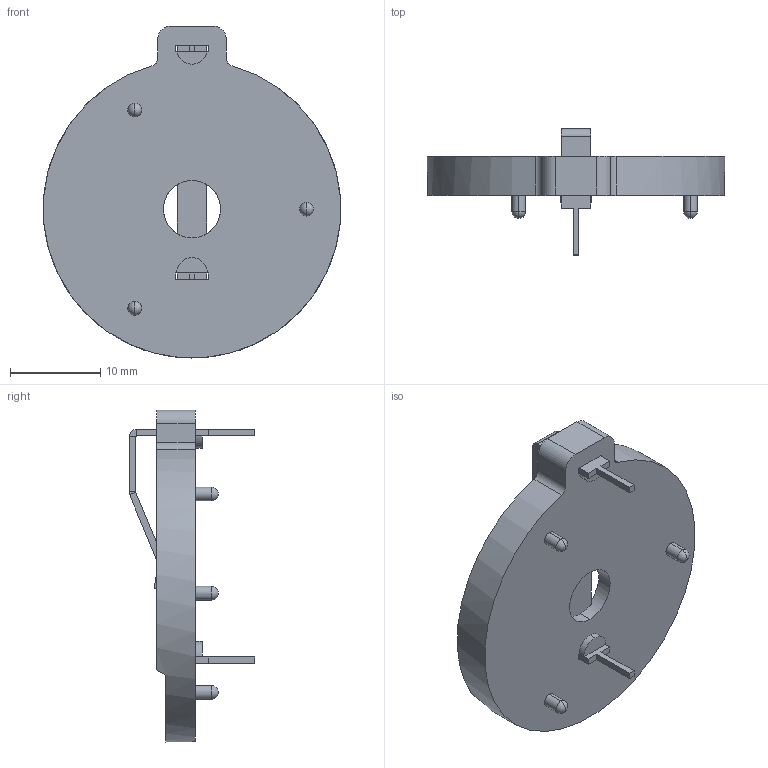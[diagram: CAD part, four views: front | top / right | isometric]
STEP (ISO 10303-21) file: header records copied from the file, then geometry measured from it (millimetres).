
FILE_DESCRIPTION (( 'STEP AP214' ), '1' );
FILE_NAME ('BH3000.STEP', '2019-10-08T15:38:58', ( '' ), ( '' ), 'SwSTEP 2.0', 'SolidWorks 2017', '' );
FILE_SCHEMA (( 'AUTOMOTIVE_DESIGN' ));
Length unit declared in the file: inch
Products named in the file (1): BH3000
Bounding box: 32.99 x 13.97 x 36.83 mm (x, y, z)
Volume: 1944.8 mm3; surface area: 2792 mm2
Topology: 3 solids, 3 shells, 102 faces, 256 edges, 156 vertices
Faces by surface type: plane 68, cylinder 26, sphere 6, cone 2
Entity records: 2986 total; most frequent: DIRECTION 514, CARTESIAN_POINT 509, ORIENTED_EDGE 488, EDGE_CURVE 244, LINE 172, VECTOR 172, AXIS2_PLACEMENT_3D 171, VERTEX_POINT 150
